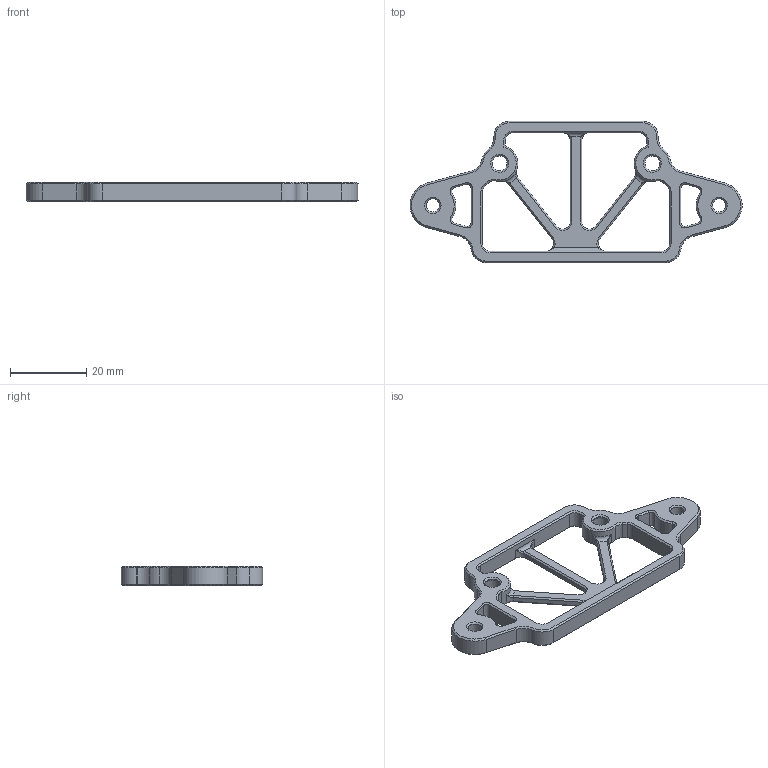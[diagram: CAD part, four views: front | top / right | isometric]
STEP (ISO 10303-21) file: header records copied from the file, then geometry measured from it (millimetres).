
FILE_DESCRIPTION(/* description */ ('STEP AP242','CAx-IF Rec.Pracs.---Representation and Presentation of Product Manufacturing Information (PMI)---4.0---2014-10-13','CAx-IF Rec.Pracs.---3D Tessellated Geometry---0.4---2014-09-14','2;1'),/* implementation_level */ '2;1');
FILE_NAME(/* name */ '661de133c0a0141988da8a64',/* time_stamp */ '2024-04-16T02:23:47Z',/* author */ (''),/* organization */ (''),/* preprocessor_version */ 'ST-DEVELOPER v20',/* originating_system */ ' ',/* authorisation */ ' ');
FILE_SCHEMA (('AP242_MANAGED_MODEL_BASED_3D_ENGINEERING_MIM_LF { 1 0 10303 442 1 1 4 }'));
Length unit declared in the file: metre
Products named in the file (1): Part 1
Bounding box: 86.95 x 37 x 5 mm (x, y, z)
Volume: 4753.5 mm3; surface area: 4602.2 mm2
Topology: 1 solids, 1 shells, 251 faces, 592 edges, 332 vertices
Faces by surface type: cone 100, plane 89, cylinder 52, bspline 8, torus 2
Full cylindrical faces by diameter (mm): 3.5 x2, 3.9 x2, 4.7 x2
Entity records: 7703 total; most frequent: CARTESIAN_POINT 1987, DIRECTION 1232, ORIENTED_EDGE 1136, EDGE_CURVE 568, AXIS2_PLACEMENT_3D 448, LINE 336, VECTOR 336, VERTEX_POINT 332
